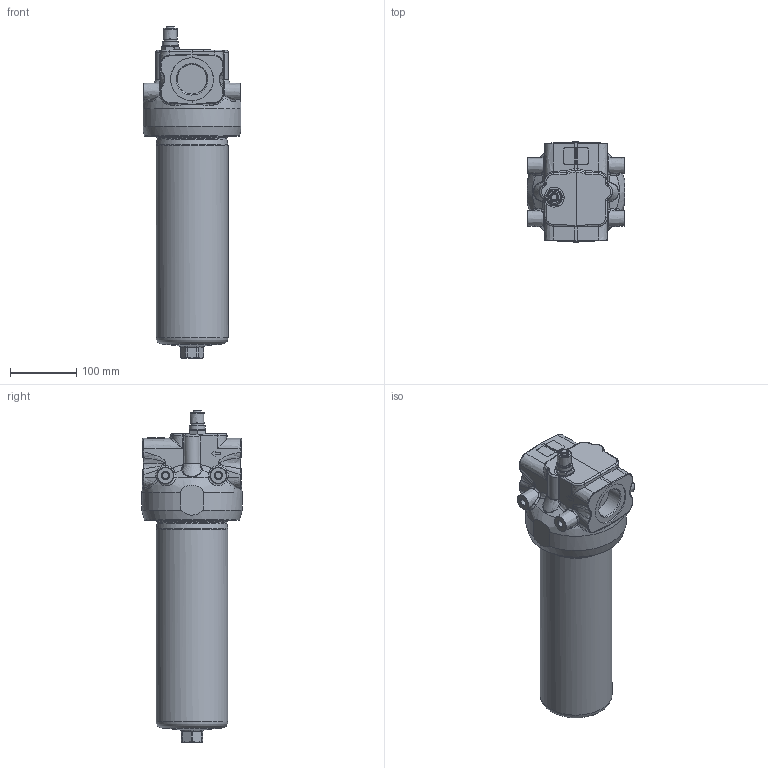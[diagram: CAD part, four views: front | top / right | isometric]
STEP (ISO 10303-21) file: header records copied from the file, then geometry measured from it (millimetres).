
FILE_DESCRIPTION((''),'2;1');
FILE_NAME('HD619-269_OD1_34129600.stp', '2016-06-20T14:09:11',('User'),('SDRC'),'I-DEAS Master Series 9','UNIX', 'Yes');
FILE_SCHEMA(('AUTOMOTIVE_DESIGN { 1 0 10303 214 1 1 1 1 }'));
Length unit declared in the file: millimetre
Products named in the file (1): 34129600
Bounding box: 148 x 152 x 502.6 mm (x, y, z)
Volume: 4988490.7 mm3; surface area: 220606.6 mm2
Topology: 1 solids, 1 shells, 398 faces, 964 edges, 574 vertices
Faces by surface type: bspline 398
Entity records: 16441 total; most frequent: CARTESIAN_POINT 10959, ORIENTED_EDGE 1912, EDGE_CURVE 956, VERTEX_POINT 574, B_SPLINE_CURVE_WITH_KNOTS 546, EDGE_LOOP 414, FACE_OUTER_BOUND 398, ADVANCED_FACE 398
